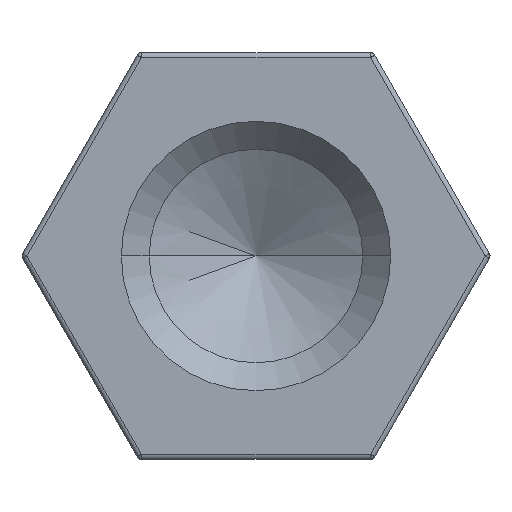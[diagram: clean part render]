
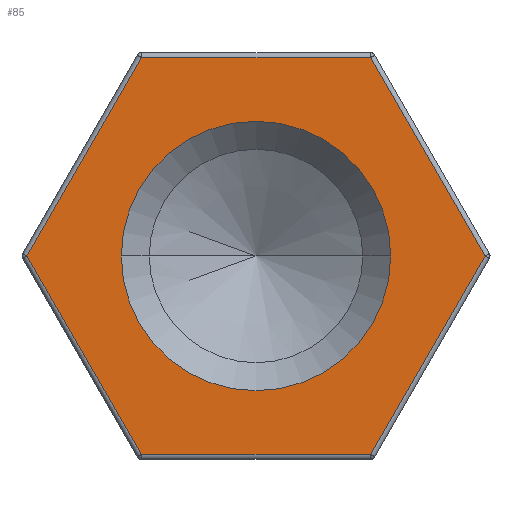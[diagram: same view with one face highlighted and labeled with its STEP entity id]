
A CAD part, left-side view. The second image highlights one B-rep face of the part: STEP entity #85.
In plain terms, the highlighted planar face has unit normal (-1, 0, 0).
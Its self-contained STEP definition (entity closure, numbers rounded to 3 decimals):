
#42 = LINE ( 'NONE', #461, #1216 ) ;
#43 = ORIENTED_EDGE ( 'NONE', *, *, #1209, .T. ) ;
#76 = EDGE_CURVE ( 'NONE', #411, #473, #766, .T. ) ;
#78 = EDGE_CURVE ( 'NONE', #473, #311, #42, .T. ) ;
#82 = EDGE_CURVE ( 'NONE', #1101, #1032, #482, .T. ) ;
#85 = ADVANCED_FACE ( 'NONE', ( #995, #1430 ), #303, .F. ) ;
#92 = EDGE_CURVE ( 'NONE', #1032, #411, #969, .T. ) ;
#224 = CARTESIAN_POINT ( 'NONE',  ( 0., 0., 0. ) ) ;
#242 = DIRECTION ( 'NONE',  ( 0., -0.5, -0.866 ) ) ;
#246 = CARTESIAN_POINT ( 'NONE',  ( 0., 3.377, -1.95 ) ) ;
#283 = DIRECTION ( 'NONE',  ( 0., 1., 0. ) ) ;
#288 = DIRECTION ( 'NONE',  ( 1., 0., 0. ) ) ;
#300 = CARTESIAN_POINT ( 'NONE',  ( 0., -3.377, 1.95 ) ) ;
#303 = PLANE ( 'NONE',  #818 ) ;
#310 = CARTESIAN_POINT ( 'NONE',  ( 0., 0., 0. ) ) ;
#311 = VERTEX_POINT ( 'NONE', #857 ) ;
#325 = CARTESIAN_POINT ( 'NONE',  ( 0., 0., 3.9 ) ) ;
#345 = CARTESIAN_POINT ( 'NONE',  ( 0., -2.65, 0. ) ) ;
#392 = VERTEX_POINT ( 'NONE', #744 ) ;
#402 = LINE ( 'NONE', #300, #1371 ) ;
#411 = VERTEX_POINT ( 'NONE', #700 ) ;
#422 = CARTESIAN_POINT ( 'NONE',  ( 0., 3.377, 1.95 ) ) ;
#433 = DIRECTION ( 'NONE',  ( 0., 0.5, -0.866 ) ) ;
#434 = LINE ( 'NONE', #325, #1093 ) ;
#450 = CARTESIAN_POINT ( 'NONE',  ( 0., 0., -3.9 ) ) ;
#456 = ORIENTED_EDGE ( 'NONE', *, *, #1271, .T. ) ;
#461 = CARTESIAN_POINT ( 'NONE',  ( 0., -3.377, -1.95 ) ) ;
#471 = EDGE_LOOP ( 'NONE', ( #43, #1250, #768, #1431, #996, #735 ) ) ;
#473 = VERTEX_POINT ( 'NONE', #694 ) ;
#482 = LINE ( 'NONE', #422, #733 ) ;
#541 = VERTEX_POINT ( 'NONE', #556 ) ;
#556 = CARTESIAN_POINT ( 'NONE',  ( 0., -2.252, 3.9 ) ) ;
#573 = CIRCLE ( 'NONE', #1222, 2.65 ) ;
#668 = DIRECTION ( 'NONE',  ( 1., 0., 0. ) ) ;
#671 = VERTEX_POINT ( 'NONE', #345 ) ;
#694 = CARTESIAN_POINT ( 'NONE',  ( 0., -2.252, -3.9 ) ) ;
#700 = CARTESIAN_POINT ( 'NONE',  ( 0., 2.252, -3.9 ) ) ;
#720 = DIRECTION ( 'NONE',  ( 1., 0., 0. ) ) ;
#733 = VECTOR ( 'NONE', #433, 1000. ) ;
#735 = ORIENTED_EDGE ( 'NONE', *, *, #78, .T. ) ;
#738 = EDGE_CURVE ( 'NONE', #671, #392, #573, .T. ) ;
#744 = CARTESIAN_POINT ( 'NONE',  ( 0., 2.65, 0. ) ) ;
#748 = DIRECTION ( 'NONE',  ( 0., -0.5, 0.866 ) ) ;
#755 = DIRECTION ( 'NONE',  ( 0., -1., 0. ) ) ;
#766 = LINE ( 'NONE', #450, #1017 ) ;
#768 = ORIENTED_EDGE ( 'NONE', *, *, #82, .T. ) ;
#818 = AXIS2_PLACEMENT_3D ( 'NONE', #310, #288, #283 ) ;
#857 = CARTESIAN_POINT ( 'NONE',  ( 0., -4.503, 0. ) ) ;
#897 = CIRCLE ( 'NONE', #1319, 2.65 ) ;
#947 = CARTESIAN_POINT ( 'NONE',  ( 0., 2.252, 3.9 ) ) ;
#969 = LINE ( 'NONE', #246, #1408 ) ;
#995 = FACE_OUTER_BOUND ( 'NONE', #471, .T. ) ;
#996 = ORIENTED_EDGE ( 'NONE', *, *, #76, .T. ) ;
#1017 = VECTOR ( 'NONE', #755, 1000. ) ;
#1032 = VERTEX_POINT ( 'NONE', #1354 ) ;
#1093 = VECTOR ( 'NONE', #1135, 1000. ) ;
#1101 = VERTEX_POINT ( 'NONE', #947 ) ;
#1135 = DIRECTION ( 'NONE',  ( 0., 1., 0. ) ) ;
#1191 = ORIENTED_EDGE ( 'NONE', *, *, #738, .T. ) ;
#1209 = EDGE_CURVE ( 'NONE', #311, #541, #402, .T. ) ;
#1216 = VECTOR ( 'NONE', #748, 1000. ) ;
#1221 = CARTESIAN_POINT ( 'NONE',  ( 0., 0., 0. ) ) ;
#1222 = AXIS2_PLACEMENT_3D ( 'NONE', #224, #720, #1352 ) ;
#1250 = ORIENTED_EDGE ( 'NONE', *, *, #1275, .T. ) ;
#1271 = EDGE_CURVE ( 'NONE', #392, #671, #897, .T. ) ;
#1275 = EDGE_CURVE ( 'NONE', #541, #1101, #434, .T. ) ;
#1311 = DIRECTION ( 'NONE',  ( 0., 1., 0. ) ) ;
#1319 = AXIS2_PLACEMENT_3D ( 'NONE', #1221, #668, #1311 ) ;
#1352 = DIRECTION ( 'NONE',  ( 0., 1., 0. ) ) ;
#1354 = CARTESIAN_POINT ( 'NONE',  ( 0., 4.503, 0. ) ) ;
#1363 = EDGE_LOOP ( 'NONE', ( #456, #1191 ) ) ;
#1371 = VECTOR ( 'NONE', #1380, 1000. ) ;
#1380 = DIRECTION ( 'NONE',  ( 0., 0.5, 0.866 ) ) ;
#1408 = VECTOR ( 'NONE', #242, 1000. ) ;
#1430 = FACE_BOUND ( 'NONE', #1363, .T. ) ;
#1431 = ORIENTED_EDGE ( 'NONE', *, *, #92, .T. ) ;
